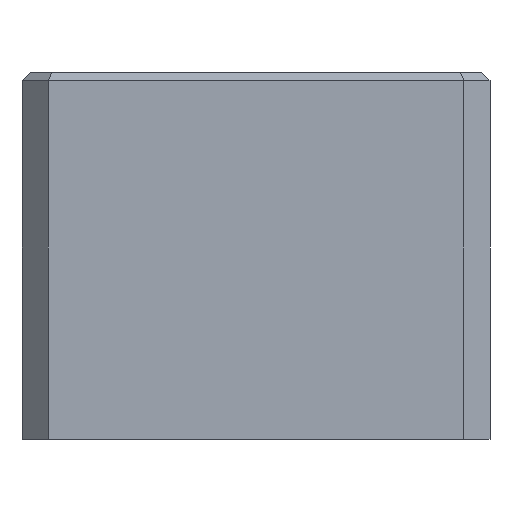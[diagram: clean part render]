
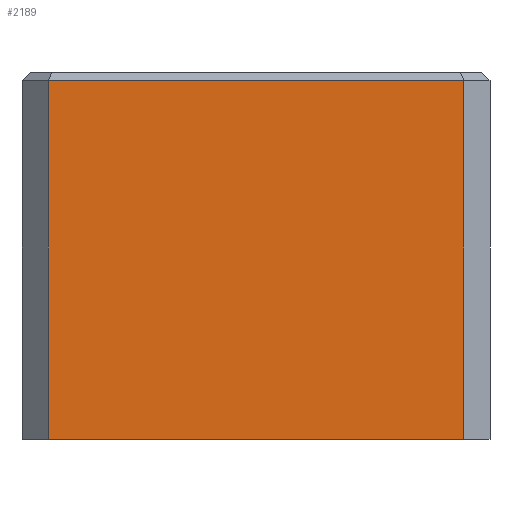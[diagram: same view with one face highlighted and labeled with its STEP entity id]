
A CAD part, front view. The second image highlights one B-rep face of the part: STEP entity #2189.
In plain terms, the highlighted planar face has unit normal (0, -1, 0).
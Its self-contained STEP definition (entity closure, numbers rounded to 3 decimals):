
#74 = CARTESIAN_POINT ( 'NONE',  ( -29.683, 12.421, 135.419 ) ) ;
#461 = ORIENTED_EDGE ( 'NONE', *, *, #844, .F. ) ;
#578 = DIRECTION ( 'NONE',  ( 0., 1., 0. ) ) ;
#844 = EDGE_CURVE ( 'NONE', #1856, #4593, #5158, .T. ) ;
#1436 = DIRECTION ( 'NONE',  ( -1., 0., 0. ) ) ;
#1474 = PLANE ( 'NONE',  #4514 ) ;
#1621 = EDGE_CURVE ( 'NONE', #4416, #1709, #2123, .T. ) ;
#1709 = VERTEX_POINT ( 'NONE', #2289 ) ;
#1856 = VERTEX_POINT ( 'NONE', #4562 ) ;
#1905 = VECTOR ( 'NONE', #3435, 1000. ) ;
#2123 = LINE ( 'NONE', #74, #2655 ) ;
#2189 = ADVANCED_FACE ( 'NONE', ( #2702 ), #1474, .F. ) ;
#2211 = CARTESIAN_POINT ( 'NONE',  ( -29.683, 12.421, 132.419 ) ) ;
#2284 = DIRECTION ( 'NONE',  ( 1., 0., 0. ) ) ;
#2289 = CARTESIAN_POINT ( 'NONE',  ( -29.683, 12.421, -1.081 ) ) ;
#2440 = VECTOR ( 'NONE', #5421, 1000. ) ;
#2485 = EDGE_LOOP ( 'NONE', ( #461, #2750, #2819, #4503 ) ) ;
#2655 = VECTOR ( 'NONE', #3827, 1000. ) ;
#2674 = CARTESIAN_POINT ( 'NONE',  ( 0., 12.421, 135.419 ) ) ;
#2702 = FACE_OUTER_BOUND ( 'NONE', #2485, .T. ) ;
#2748 = LINE ( 'NONE', #3138, #4380 ) ;
#2750 = ORIENTED_EDGE ( 'NONE', *, *, #5194, .T. ) ;
#2819 = ORIENTED_EDGE ( 'NONE', *, *, #1621, .T. ) ;
#2855 = LINE ( 'NONE', #3687, #2440 ) ;
#3138 = CARTESIAN_POINT ( 'NONE',  ( -29.683, 12.421, 132.419 ) ) ;
#3435 = DIRECTION ( 'NONE',  ( 0., 0., -1. ) ) ;
#3484 = EDGE_CURVE ( 'NONE', #4593, #1709, #2855, .T. ) ;
#3687 = CARTESIAN_POINT ( 'NONE',  ( 124.89, 12.421, -1.081 ) ) ;
#3827 = DIRECTION ( 'NONE',  ( 0., 0., -1. ) ) ;
#4095 = CARTESIAN_POINT ( 'NONE',  ( 124.89, 12.421, -1.081 ) ) ;
#4233 = CARTESIAN_POINT ( 'NONE',  ( 124.89, 12.421, 135.419 ) ) ;
#4380 = VECTOR ( 'NONE', #1436, 1000. ) ;
#4416 = VERTEX_POINT ( 'NONE', #2211 ) ;
#4503 = ORIENTED_EDGE ( 'NONE', *, *, #3484, .F. ) ;
#4514 = AXIS2_PLACEMENT_3D ( 'NONE', #2674, #578, #2284 ) ;
#4562 = CARTESIAN_POINT ( 'NONE',  ( 124.89, 12.421, 132.419 ) ) ;
#4593 = VERTEX_POINT ( 'NONE', #4095 ) ;
#5158 = LINE ( 'NONE', #4233, #1905 ) ;
#5194 = EDGE_CURVE ( 'NONE', #1856, #4416, #2748, .T. ) ;
#5421 = DIRECTION ( 'NONE',  ( -1., 0., 0. ) ) ;
